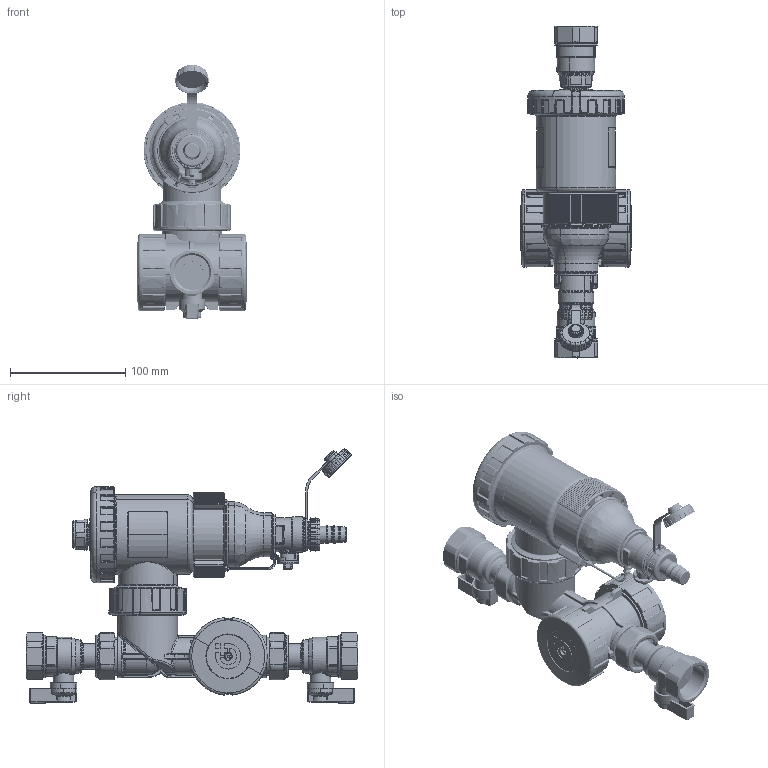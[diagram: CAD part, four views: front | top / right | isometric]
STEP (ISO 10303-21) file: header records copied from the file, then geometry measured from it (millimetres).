
FILE_DESCRIPTION(('CATIA V5 STEP Exchange'),'2;1');
FILE_NAME('STEP_545376_-_TST.stp','2019-04-19T08:48:14+00:00',('none'),('none'),'CATIA Version 5-6 Release 2016 SP4','CATIA V5 STEP AP203','none');
FILE_SCHEMA(('CONFIG_CONTROL_DESIGN'));
Products named in the file (1): 545376 - TST
Bounding box: 95.5 x 288 x 220.46 mm (x, y, z)
Volume: 1196308.6 mm3; surface area: 169223 mm2
Topology: 6 solids, 10 shells, 5847 faces, 14622 edges, 8370 vertices
Faces by surface type: bspline 1924, cylinder 1710, plane 1117, torus 452, cone 301, revolution 199, sphere 144
Entity records: 271245 total; most frequent: CARTESIAN_POINT 160139, ORIENTED_EDGE 28234, EDGE_CURVE 14117, DIRECTION 13424, VERTEX_POINT 8370, AXIS2_PLACEMENT_3D 7067, EDGE_LOOP 5970, B_SPLINE_CURVE_WITH_KNOTS 5935
